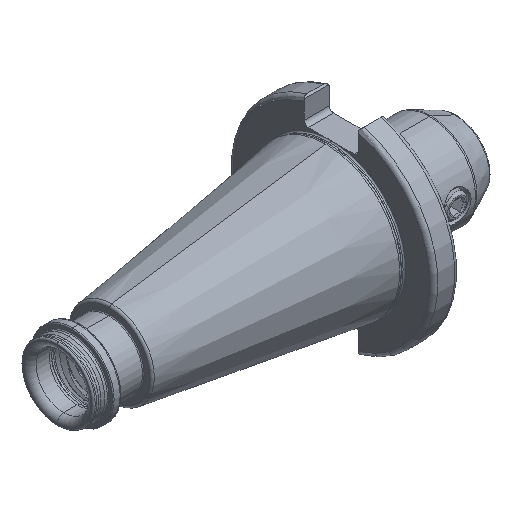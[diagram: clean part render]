
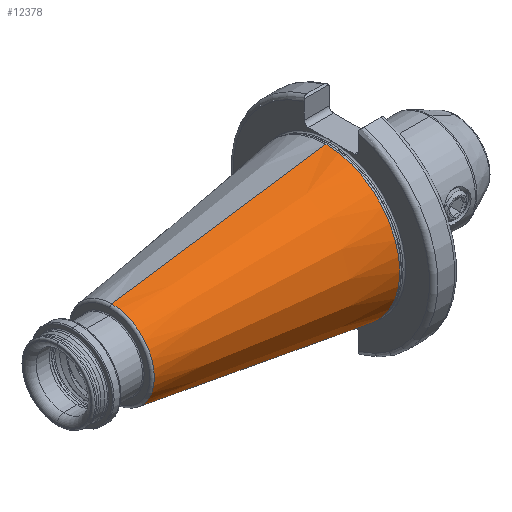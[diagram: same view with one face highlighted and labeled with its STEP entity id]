
A CAD part, isometric view. The second image highlights one B-rep face of the part: STEP entity #12378.
In plain terms, the highlighted conical face has half-angle 8.297 degrees and reference radius 35.027 mm.
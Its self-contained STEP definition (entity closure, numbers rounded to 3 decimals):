
#245 = ORIENTED_EDGE ( 'NONE', *, *, #6990, .T. ) ;
#254 = ORIENTED_EDGE ( 'NONE', *, *, #6988, .F. ) ;
#276 = ORIENTED_EDGE ( 'NONE', *, *, #7202, .F. ) ;
#287 = ORIENTED_EDGE ( 'NONE', *, *, #7240, .T. ) ;
#450 = EDGE_LOOP ( 'NONE', ( #254, #276, #245, #287 ) ) ;
#1426 = CARTESIAN_POINT ( 'NONE',  ( -110.123, 0., -20.207 ) ) ;
#1458 = CARTESIAN_POINT ( 'NONE',  ( -8.5, 0., -35.027 ) ) ;
#1480 = CARTESIAN_POINT ( 'NONE',  ( -8.5, 0., 35.027 ) ) ;
#1496 = CARTESIAN_POINT ( 'NONE',  ( -110.123, 0., 20.207 ) ) ;
#4556 = CARTESIAN_POINT ( 'NONE',  ( -8.5, 0., 35.027 ) ) ;
#4557 = DIRECTION ( 'NONE',  ( 0.99, 0., -0.144 ) ) ;
#4566 = DIRECTION ( 'NONE',  ( 0.99, 0., 0.144 ) ) ;
#4576 = CARTESIAN_POINT ( 'NONE',  ( -8.5, 0., -35.027 ) ) ;
#5742 = AXIS2_PLACEMENT_3D ( 'NONE', #15209, #15197, #15208 ) ;
#5888 = AXIS2_PLACEMENT_3D ( 'NONE', #15403, #15401, #15393 ) ;
#6028 = AXIS2_PLACEMENT_3D ( 'NONE', #6701, #6700, #6721 ) ;
#6700 = DIRECTION ( 'NONE',  ( 1., 0., 0. ) ) ;
#6701 = CARTESIAN_POINT ( 'NONE',  ( -8.5, 0., 0. ) ) ;
#6721 = DIRECTION ( 'NONE',  ( 0., 0., -1. ) ) ;
#6988 = EDGE_CURVE ( 'NONE', #16146, #16141, #12979, .T. ) ;
#6990 = EDGE_CURVE ( 'NONE', #16126, #16112, #12992, .T. ) ;
#7202 = EDGE_CURVE ( 'NONE', #16126, #16146, #12776, .T. ) ;
#7240 = EDGE_CURVE ( 'NONE', #16112, #16141, #12741, .T. ) ;
#12274 = CONICAL_SURFACE ( 'NONE', #6028, 35.027, 0.145 ) ;
#12300 = FACE_OUTER_BOUND ( 'NONE', #450, .T. ) ;
#12378 = ADVANCED_FACE ( 'NONE', ( #12300 ), #12274, .T. ) ;
#12741 = CIRCLE ( 'NONE', #5888, 35.027 ) ;
#12776 = CIRCLE ( 'NONE', #5742, 20.207 ) ;
#12979 = LINE ( 'NONE', #4556, #12980 ) ;
#12980 = VECTOR ( 'NONE', #4566, 1000. ) ;
#12981 = VECTOR ( 'NONE', #4557, 1000. ) ;
#12992 = LINE ( 'NONE', #4576, #12981 ) ;
#15197 = DIRECTION ( 'NONE',  ( -1., 0., 0. ) ) ;
#15208 = DIRECTION ( 'NONE',  ( 0., 0., 1. ) ) ;
#15209 = CARTESIAN_POINT ( 'NONE',  ( -110.123, 0., 0. ) ) ;
#15393 = DIRECTION ( 'NONE',  ( 0., 0., 1. ) ) ;
#15401 = DIRECTION ( 'NONE',  ( -1., 0., 0. ) ) ;
#15403 = CARTESIAN_POINT ( 'NONE',  ( -8.5, 0., 0. ) ) ;
#16112 = VERTEX_POINT ( 'NONE', #1458 ) ;
#16126 = VERTEX_POINT ( 'NONE', #1426 ) ;
#16141 = VERTEX_POINT ( 'NONE', #1480 ) ;
#16146 = VERTEX_POINT ( 'NONE', #1496 ) ;
